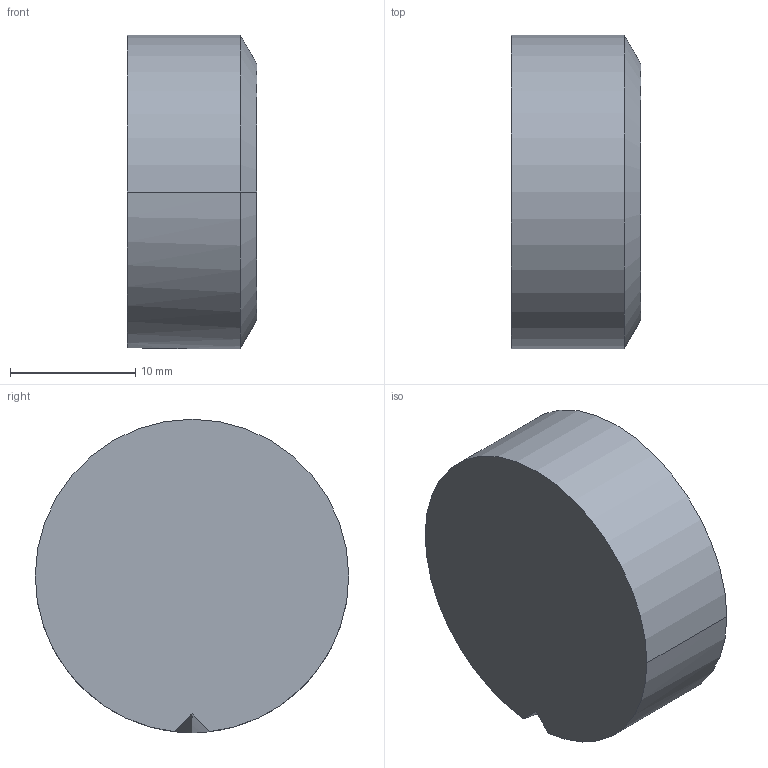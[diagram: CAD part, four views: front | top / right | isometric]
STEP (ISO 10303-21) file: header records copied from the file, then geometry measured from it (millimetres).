
FILE_DESCRIPTION (( 'STEP AP203' ), '1' );
FILE_NAME ('Web Model 11540_11540.step', '2019-12-17T13:43:13', ( '' ), ( '' ), 'SwSTEP 2.0', 'SolidWorks 2018', '' );
FILE_SCHEMA (( 'CONFIG_CONTROL_DESIGN' ));
Length unit declared in the file: millimetre
Products named in the file (1): Web Model 11540_11540
Bounding box: 10.35 x 25 x 25 mm (x, y, z)
Volume: 4905.1 mm3; surface area: 1717.9 mm2
Topology: 1 solids, 1 shells, 9 faces, 17 edges, 10 vertices
Faces by surface type: cone 4, sphere 2, cylinder 2, plane 1
Entity records: 313 total; most frequent: CARTESIAN_POINT 53, DIRECTION 42, ORIENTED_EDGE 34, AXIS2_PLACEMENT_3D 19, EDGE_CURVE 17, VERTEX_POINT 10, EDGE_LOOP 9, FACE_OUTER_BOUND 9
